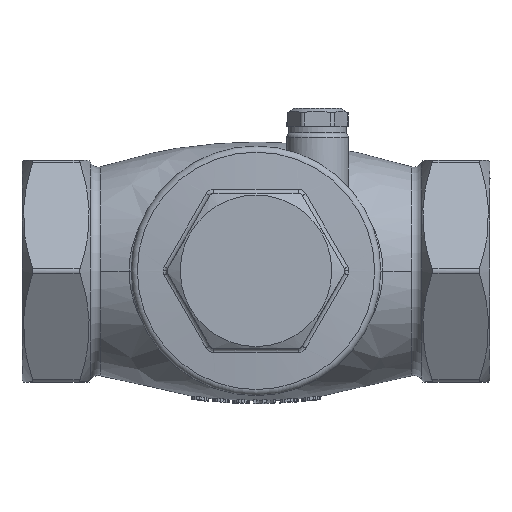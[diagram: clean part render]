
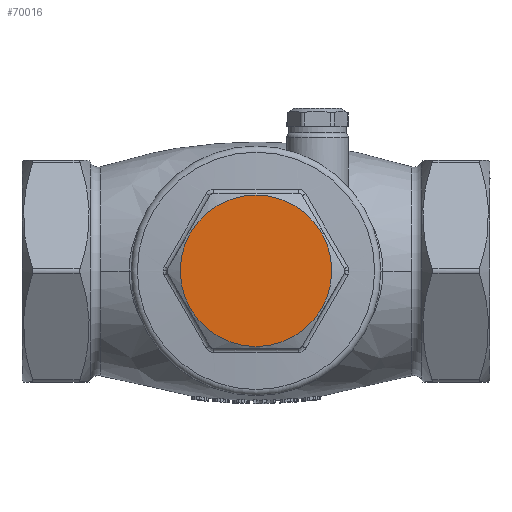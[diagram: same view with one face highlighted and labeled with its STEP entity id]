
A CAD part, top view. The second image highlights one B-rep face of the part: STEP entity #70016.
In plain terms, the highlighted planar face has unit normal (0, 0, 1).
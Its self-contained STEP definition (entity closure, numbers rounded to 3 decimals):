
#70000=CARTESIAN_POINT('',(0.,0.0,0.));
#70001=DIRECTION('',(0.0,0.0,1.0));
#70002=DIRECTION('',(1.0,0.0,0.0));
#70003=AXIS2_PLACEMENT_3D('',#70000,#70001,#70002);
#70004=PLANE('',#70003);
#70005=CARTESIAN_POINT('',(17.,0.,0.));
#70006=VERTEX_POINT('',#70005);
#70007=CARTESIAN_POINT('',(0.,0.0,0.));
#70008=DIRECTION('',(0.0,0.0,1.0));
#70009=DIRECTION('',(1.0,0.0,0.0));
#70010=AXIS2_PLACEMENT_3D('',#70007,#70008,#70009);
#70011=CIRCLE('',#70010,17.);
#70012=EDGE_CURVE('',#70006,#70006,#70011,.T.);
#70013=ORIENTED_EDGE('',*,*,#70012,.T.);
#70014=EDGE_LOOP('',(#70013));
#70015=FACE_OUTER_BOUND('',#70014,.T.);
#70016=ADVANCED_FACE('',(#70015),#70004,.T.);
